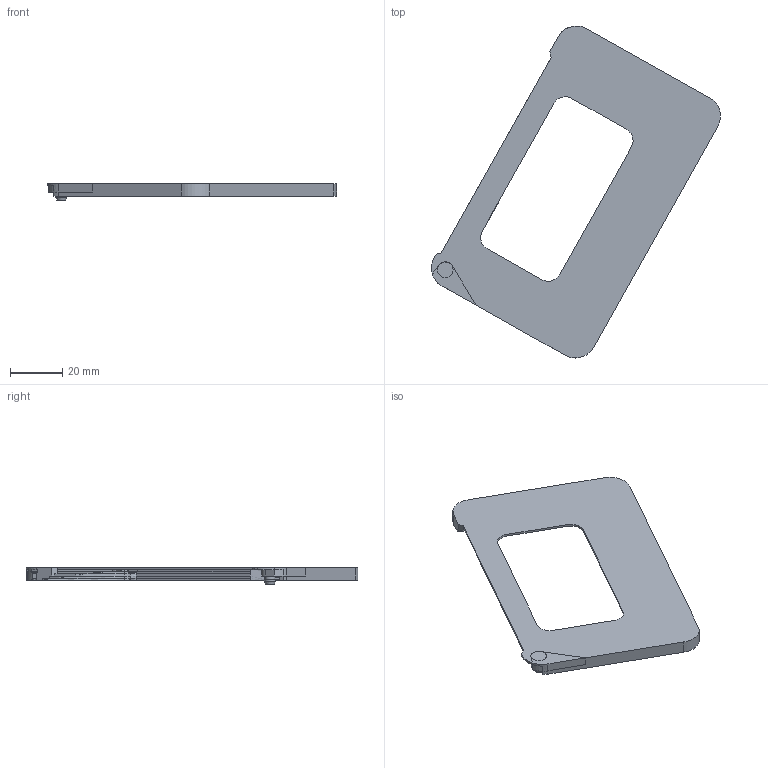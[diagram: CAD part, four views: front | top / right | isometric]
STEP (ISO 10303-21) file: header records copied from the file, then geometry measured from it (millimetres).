
FILE_DESCRIPTION(('FreeCAD Model'),'2;1');
FILE_NAME('Open CASCADE Shape Model','2024-11-14T08:53:39',(''),(''), 'Open CASCADE STEP processor 7.6','FreeCAD','Unknown');
FILE_SCHEMA(('AUTOMOTIVE_DESIGN { 1 0 10303 214 1 1 1 1 }'));
Length unit declared in the file: millimetre
Products named in the file (4): Wallter_Slider_Cover; LCS_Assembly; Part; Body
Assembly tree (3 placements, depth 3):
  Wallter_Slider_Cover
    LCS_Assembly
    Part
      Body
Bounding box: 110.59 x 127.02 x 6.4 mm (x, y, z)
Volume: 12071.6 mm3; surface area: 14416.9 mm2
Topology: 1 solids, 1 shells, 136 faces, 381 edges, 250 vertices
Faces by surface type: plane 63, cylinder 40, torus 23, cone 10
Full cylindrical faces by diameter (mm): 3.8 x1, 4.2 x1
Entity records: 11524 total; most frequent: CARTESIAN_POINT 4004, DIRECTION 1393, ORIENTED_EDGE 762, PCURVE 762, DEFINITIONAL_REPRESENTATION 762, LINE 726, VECTOR 726, EDGE_CURVE 381
